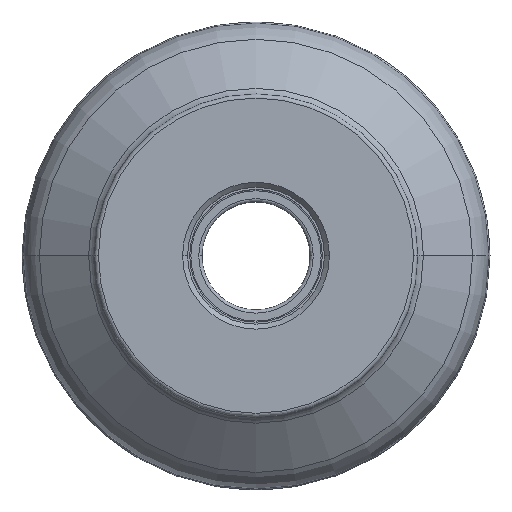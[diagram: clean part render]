
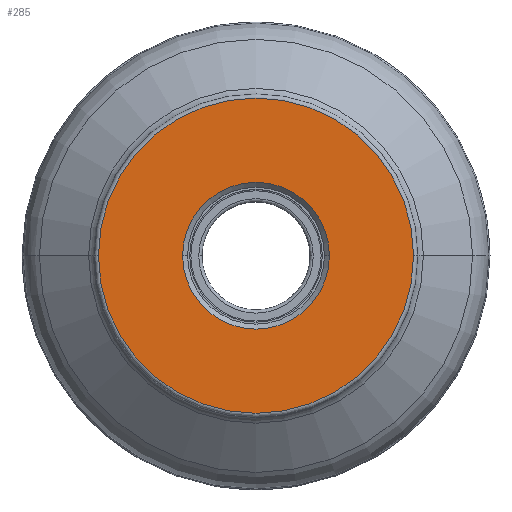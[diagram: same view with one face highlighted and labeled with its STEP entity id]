
A CAD part, top view. The second image highlights one B-rep face of the part: STEP entity #285.
In plain terms, the highlighted planar face has unit normal (0, 0, 1).
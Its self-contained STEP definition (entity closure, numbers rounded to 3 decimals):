
#66=PLANE('',#2391);
#74=FACE_BOUND('',#583,.T.);
#75=FACE_BOUND('',#584,.T.);
#285=ADVANCED_FACE('',(#74,#75),#66,.T.);
#583=EDGE_LOOP('',(#997,#998));
#584=EDGE_LOOP('',(#999,#1000,#1001,#1002));
#997=ORIENTED_EDGE('',*,*,#1513,.T.);
#998=ORIENTED_EDGE('',*,*,#1516,.T.);
#999=ORIENTED_EDGE('',*,*,#1517,.T.);
#1000=ORIENTED_EDGE('',*,*,#1518,.T.);
#1001=ORIENTED_EDGE('',*,*,#1519,.T.);
#1002=ORIENTED_EDGE('',*,*,#1520,.T.);
#1273=VERTEX_POINT('',#5203);
#1274=VERTEX_POINT('',#5205);
#1275=VERTEX_POINT('',#5212);
#1276=VERTEX_POINT('',#5213);
#1277=VERTEX_POINT('',#5215);
#1278=VERTEX_POINT('',#5217);
#1513=EDGE_CURVE('',#1274,#1273,#1852,.T.);
#1516=EDGE_CURVE('',#1273,#1274,#1855,.T.);
#1517=EDGE_CURVE('',#1275,#1276,#1856,.T.);
#1518=EDGE_CURVE('',#1276,#1277,#1857,.T.);
#1519=EDGE_CURVE('',#1277,#1278,#1858,.T.);
#1520=EDGE_CURVE('',#1278,#1275,#1859,.T.);
#1852=CIRCLE('',#2381,38.);
#1855=CIRCLE('',#2385,38.);
#1856=CIRCLE('',#2387,17.7);
#1857=CIRCLE('',#2388,17.7);
#1858=CIRCLE('',#2389,17.7);
#1859=CIRCLE('',#2390,17.7);
#2381=AXIS2_PLACEMENT_3D('',#5204,#2911,#2912);
#2385=AXIS2_PLACEMENT_3D('',#5209,#2919,#2920);
#2387=AXIS2_PLACEMENT_3D('',#5211,#2923,#2924);
#2388=AXIS2_PLACEMENT_3D('',#5214,#2925,#2926);
#2389=AXIS2_PLACEMENT_3D('',#5216,#2927,#2928);
#2390=AXIS2_PLACEMENT_3D('',#5218,#2929,#2930);
#2391=AXIS2_PLACEMENT_3D('',#5219,#2931,#2932);
#2911=DIRECTION('',(0.,0.,1.));
#2912=DIRECTION('',(1.,0.,0.));
#2919=DIRECTION('',(0.,0.,1.));
#2920=DIRECTION('',(-1.,0.,0.));
#2923=DIRECTION('',(0.,0.,-1.));
#2924=DIRECTION('',(0.,-1.,0.));
#2925=DIRECTION('',(0.,0.,-1.));
#2926=DIRECTION('',(-1.,0.,0.));
#2927=DIRECTION('',(0.,0.,-1.));
#2928=DIRECTION('',(0.,1.,0.));
#2929=DIRECTION('',(0.,0.,-1.));
#2930=DIRECTION('',(1.,0.,0.));
#2931=DIRECTION('',(0.,0.,1.));
#2932=DIRECTION('',(-1.,0.,0.));
#5203=CARTESIAN_POINT('',(-38.,0.,0.));
#5204=CARTESIAN_POINT('',(0.,0.,0.));
#5205=CARTESIAN_POINT('',(38.,0.,0.));
#5209=CARTESIAN_POINT('',(0.,0.,0.));
#5211=CARTESIAN_POINT('',(0.,0.,0.));
#5212=CARTESIAN_POINT('',(0.,-17.7,0.));
#5213=CARTESIAN_POINT('',(-17.7,0.,0.));
#5214=CARTESIAN_POINT('',(0.,0.,0.));
#5215=CARTESIAN_POINT('',(0.,17.7,0.));
#5216=CARTESIAN_POINT('',(0.,0.,0.));
#5217=CARTESIAN_POINT('',(17.7,0.,0.));
#5218=CARTESIAN_POINT('',(0.,0.,0.));
#5219=CARTESIAN_POINT('',(0.,0.,0.));
